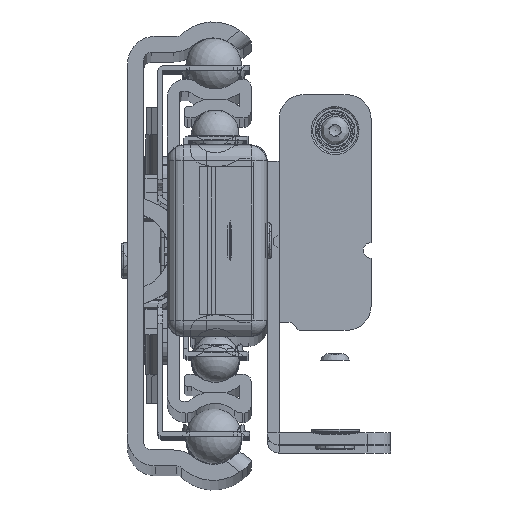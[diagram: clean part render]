
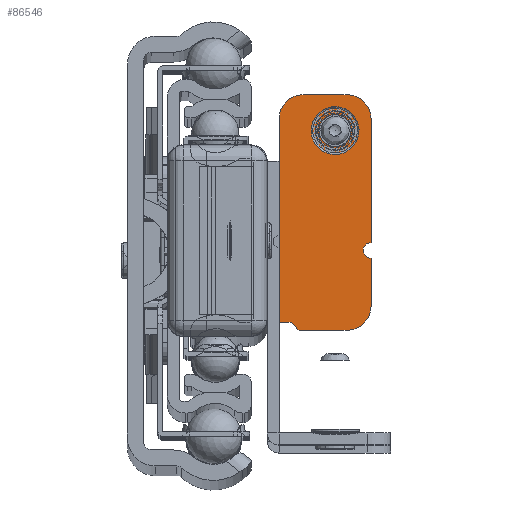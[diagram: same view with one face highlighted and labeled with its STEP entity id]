
A CAD part, top view. The second image highlights one B-rep face of the part: STEP entity #86546.
In plain terms, the highlighted planar face has unit normal (0, 0, 1).
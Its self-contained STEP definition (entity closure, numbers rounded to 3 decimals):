
#938=FACE_BOUND('',#22414,.T.);
#3325=LINE('',#124156,#9799);
#3326=LINE('',#124161,#9800);
#3327=LINE('',#124165,#9801);
#3328=LINE('',#124167,#9802);
#3329=LINE('',#124169,#9803);
#3330=LINE('',#124171,#9804);
#3331=LINE('',#124173,#9805);
#3332=LINE('',#124176,#9806);
#9799=VECTOR('',#101342,10.);
#9800=VECTOR('',#101347,10.);
#9801=VECTOR('',#101350,10.);
#9802=VECTOR('',#101351,10.);
#9803=VECTOR('',#101352,10.);
#9804=VECTOR('',#101353,10.);
#9805=VECTOR('',#101354,10.);
#9806=VECTOR('',#101357,10.);
#15496=PLANE('',#91632);
#17921=FACE_OUTER_BOUND('',#22413,.T.);
#22413=EDGE_LOOP('',(#58594,#58595,#58596,#58597,#58598,#58599,#58600,#58601,
#58602,#58603,#58604,#58605));
#22414=EDGE_LOOP('',(#58606));
#26969=CIRCLE('',#91626,2.05);
#26972=CIRCLE('',#91630,1.);
#26973=CIRCLE('',#91633,3.);
#26974=CIRCLE('',#91634,3.);
#26975=CIRCLE('',#91635,3.);
#34190=VERTEX_POINT('',#124137);
#34194=VERTEX_POINT('',#124146);
#34195=VERTEX_POINT('',#124148);
#34197=VERTEX_POINT('',#124154);
#34198=VERTEX_POINT('',#124158);
#34199=VERTEX_POINT('',#124160);
#34200=VERTEX_POINT('',#124162);
#34201=VERTEX_POINT('',#124164);
#34202=VERTEX_POINT('',#124166);
#34203=VERTEX_POINT('',#124168);
#34204=VERTEX_POINT('',#124170);
#34205=VERTEX_POINT('',#124172);
#34206=VERTEX_POINT('',#124174);
#43644=EDGE_CURVE('',#34190,#34190,#26969,.T.);
#43649=EDGE_CURVE('',#34195,#34194,#26972,.T.);
#43653=EDGE_CURVE('',#34197,#34194,#3325,.T.);
#43654=EDGE_CURVE('',#34198,#34197,#26973,.T.);
#43655=EDGE_CURVE('',#34199,#34198,#3326,.T.);
#43656=EDGE_CURVE('',#34200,#34199,#26974,.T.);
#43657=EDGE_CURVE('',#34201,#34200,#3327,.T.);
#43658=EDGE_CURVE('',#34201,#34202,#3328,.T.);
#43659=EDGE_CURVE('',#34202,#34203,#3329,.T.);
#43660=EDGE_CURVE('',#34203,#34204,#3330,.T.);
#43661=EDGE_CURVE('',#34205,#34204,#3331,.T.);
#43662=EDGE_CURVE('',#34206,#34205,#26975,.T.);
#43663=EDGE_CURVE('',#34195,#34206,#3332,.T.);
#58594=ORIENTED_EDGE('',*,*,#43649,.T.);
#58595=ORIENTED_EDGE('',*,*,#43653,.F.);
#58596=ORIENTED_EDGE('',*,*,#43654,.F.);
#58597=ORIENTED_EDGE('',*,*,#43655,.F.);
#58598=ORIENTED_EDGE('',*,*,#43656,.F.);
#58599=ORIENTED_EDGE('',*,*,#43657,.F.);
#58600=ORIENTED_EDGE('',*,*,#43658,.T.);
#58601=ORIENTED_EDGE('',*,*,#43659,.T.);
#58602=ORIENTED_EDGE('',*,*,#43660,.T.);
#58603=ORIENTED_EDGE('',*,*,#43661,.F.);
#58604=ORIENTED_EDGE('',*,*,#43662,.F.);
#58605=ORIENTED_EDGE('',*,*,#43663,.F.);
#58606=ORIENTED_EDGE('',*,*,#43644,.T.);
#86546=ADVANCED_FACE('',(#17921,#938),#15496,.T.);
#91626=AXIS2_PLACEMENT_3D('',#124138,#101325,#101326);
#91630=AXIS2_PLACEMENT_3D('',#124149,#101335,#101336);
#91632=AXIS2_PLACEMENT_3D('',#124157,#101343,#101344);
#91633=AXIS2_PLACEMENT_3D('',#124159,#101345,#101346);
#91634=AXIS2_PLACEMENT_3D('',#124163,#101348,#101349);
#91635=AXIS2_PLACEMENT_3D('',#124175,#101355,#101356);
#101325=DIRECTION('center_axis',(0.,0.,
-1.));
#101326=DIRECTION('ref_axis',(-1.,0.,0.));
#101335=DIRECTION('center_axis',(0.,0.,
-1.));
#101336=DIRECTION('ref_axis',(0.,-1.,0.));
#101342=DIRECTION('',(0.,-1.,0.));
#101343=DIRECTION('center_axis',(0.,0.,
1.));
#101344=DIRECTION('ref_axis',(1.,0.,0.));
#101345=DIRECTION('center_axis',(0.,0.,
-1.));
#101346=DIRECTION('ref_axis',(0.707,0.707,0.));
#101347=DIRECTION('',(1.,0.,0.));
#101348=DIRECTION('center_axis',(0.,0.,
-1.));
#101349=DIRECTION('ref_axis',(-0.707,0.707,0.));
#101350=DIRECTION('',(0.,1.,0.));
#101351=DIRECTION('',(0.,-1.,0.));
#101352=DIRECTION('',(1.,0.,0.));
#101353=DIRECTION('',(0.707,-0.707,0.));
#101354=DIRECTION('',(-1.,0.,0.));
#101355=DIRECTION('center_axis',(0.,0.,
-1.));
#101356=DIRECTION('ref_axis',(0.707,-0.707,0.));
#101357=DIRECTION('',(0.,-1.,0.));
#124137=CARTESIAN_POINT('',(17.3,15.,402.));
#124138=CARTESIAN_POINT('Origin',(15.25,15.,402.));
#124146=CARTESIAN_POINT('',(19.75,1.,402.));
#124148=CARTESIAN_POINT('',(19.75,-1.,402.));
#124149=CARTESIAN_POINT('Origin',(19.75,0.,402.));
#124154=CARTESIAN_POINT('',(19.75,16.5,402.));
#124156=CARTESIAN_POINT('',(19.75,19.5,402.));
#124157=CARTESIAN_POINT('Origin',(13.482,0.,
402.));
#124158=CARTESIAN_POINT('',(16.75,19.5,402.));
#124159=CARTESIAN_POINT('Origin',(16.75,16.5,402.));
#124160=CARTESIAN_POINT('',(11.25,19.5,402.));
#124161=CARTESIAN_POINT('',(8.25,19.5,402.));
#124162=CARTESIAN_POINT('',(8.25,16.5,402.));
#124163=CARTESIAN_POINT('Origin',(11.25,16.5,402.));
#124164=CARTESIAN_POINT('',(8.25,9.,402.));
#124165=CARTESIAN_POINT('',(8.25,9.,402.));
#124166=CARTESIAN_POINT('',(8.25,-9.,402.));
#124167=CARTESIAN_POINT('',(8.25,0.,402.));
#124168=CARTESIAN_POINT('',(9.75,-9.,402.));
#124169=CARTESIAN_POINT('',(10.866,-9.,402.));
#124170=CARTESIAN_POINT('',(10.75,-10.,402.));
#124171=CARTESIAN_POINT('',(8.433,-7.683,402.));
#124172=CARTESIAN_POINT('',(16.75,-10.,402.));
#124173=CARTESIAN_POINT('',(19.75,-10.,402.));
#124174=CARTESIAN_POINT('',(19.75,-7.,402.));
#124175=CARTESIAN_POINT('Origin',(16.75,-7.,402.));
#124176=CARTESIAN_POINT('',(19.75,19.5,402.));
